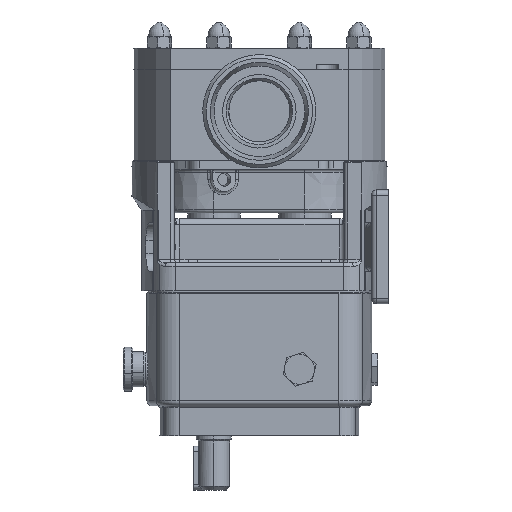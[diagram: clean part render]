
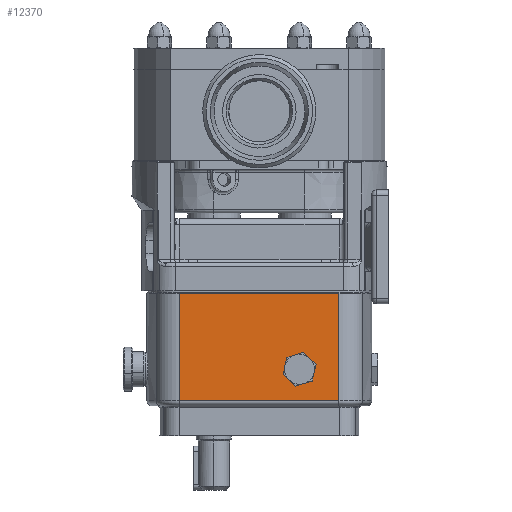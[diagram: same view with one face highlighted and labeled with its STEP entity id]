
A CAD part, left-side view. The second image highlights one B-rep face of the part: STEP entity #12370.
In plain terms, the highlighted planar face has unit normal (-1, 0, 0).
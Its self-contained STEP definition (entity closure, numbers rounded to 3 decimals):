
#40 = DIRECTION ( 'NONE',  ( 0., -1., 0. ) ) ;
#746 = DIRECTION ( 'NONE',  ( 0., -0.73, -0.683 ) ) ;
#828 = CARTESIAN_POINT ( 'NONE',  ( -46.005, -45.477, -136.9 ) ) ;
#1153 = DIRECTION ( 'NONE',  ( 0., -1., 0. ) ) ;
#1335 = VECTOR ( 'NONE', #746, 1000. ) ;
#1588 = EDGE_CURVE ( 'Defeatured_0_371+Defeatured_0_368+Defeatured_0_364+Defeatured_0_363', #3452, #18980, #16664, .T. ) ;
#1747 = EDGE_LOOP ( 'NONE', ( #17844, #19730, #7039, #20274, #4190, #6565 ) ) ;
#1854 = EDGE_CURVE ( 'Defeatured_0_371+Defeatured_0_344+Defeatured_0_363+Defeatured_0_364', #4703, #20329, #12335, .T. ) ;
#1881 = PLANE ( 'NONE',  #6552 ) ;
#2040 = VECTOR ( 'NONE', #9257, 1000. ) ;
#2087 = DIRECTION ( 'NONE',  ( 0., -0.227, 0.974 ) ) ;
#3174 = EDGE_CURVE ( 'Defeatured_0_371+Defeatured_0_329+Defeatured_0_324+Defeatured_0_328', #18030, #8210, #13069, .T. ) ;
#3452 = VERTEX_POINT ( 'NONE', #7253 ) ;
#3463 = CARTESIAN_POINT ( 'NONE',  ( -46.005, -20.756, -128.541 ) ) ;
#3534 = LINE ( 'NONE', #23997, #12144 ) ;
#3584 = EDGE_CURVE ( 'Defeatured_0_371+Defeatured_0_328+Defeatured_0_329+Defeatured_0_327', #8210, #14403, #15381, .T. ) ;
#3622 = VECTOR ( 'NONE', #2087, 1000. ) ;
#4006 = ORIENTED_EDGE ( 'NONE', *, *, #13362, .F. ) ;
#4190 = ORIENTED_EDGE ( 'NONE', *, *, #4535, .T. ) ;
#4210 = VECTOR ( 'NONE', #6342, 1000. ) ;
#4535 = EDGE_CURVE ( 'Defeatured_0_371+Defeatured_0_326+Defeatured_0_327+Defeatured_0_325', #7365, #19916, #15616, .T. ) ;
#4550 = CARTESIAN_POINT ( 'NONE',  ( -46.005, -30.227, -125.664 ) ) ;
#4703 = VERTEX_POINT ( 'NONE', #22372 ) ;
#5152 = LINE ( 'NONE', #24367, #14936 ) ;
#5261 = DIRECTION ( 'NONE',  ( 0., 0.957, -0.291 ) ) ;
#5687 = EDGE_CURVE ( 'Defeatured_0_371+Defeatured_0_325+Defeatured_0_326+Defeatured_0_324', #19916, #10606, #3534, .T. ) ;
#6342 = DIRECTION ( 'NONE',  ( 0., 0., 1. ) ) ;
#6552 = AXIS2_PLACEMENT_3D ( 'NONE', #9381, #20350, #40 ) ;
#6565 = ORIENTED_EDGE ( 'NONE', *, *, #5687, .T. ) ;
#6705 = EDGE_CURVE ( 'Defeatured_0_371+Defeatured_0_364+Defeatured_0_344+Defeatured_0_368', #20329, #3452, #5152, .T. ) ;
#6934 = VECTOR ( 'NONE', #1153, 1000. ) ;
#7039 = ORIENTED_EDGE ( 'NONE', *, *, #3584, .T. ) ;
#7115 = LINE ( 'NONE', #18316, #10945 ) ;
#7253 = CARTESIAN_POINT ( 'NONE',  ( -46.005, -45.477, -75.4 ) ) ;
#7365 = VERTEX_POINT ( 'NONE', #9256 ) ;
#7606 = LINE ( 'NONE', #15105, #18876 ) ;
#8210 = VERTEX_POINT ( 'NONE', #14643 ) ;
#8592 = CARTESIAN_POINT ( 'NONE',  ( -46.005, -2.834, -88.284 ) ) ;
#9023 = CARTESIAN_POINT ( 'NONE',  ( -46.005, -45.477, -136.9 ) ) ;
#9256 = CARTESIAN_POINT ( 'NONE',  ( -46.005, -25.244, -109.259 ) ) ;
#9257 = DIRECTION ( 'NONE',  ( 0., 0.73, 0.683 ) ) ;
#9381 = CARTESIAN_POINT ( 'NONE',  ( -46.005, 45.477, -139.9 ) ) ;
#9748 = CARTESIAN_POINT ( 'NONE',  ( -46.005, 8.882, -100.801 ) ) ;
#10606 = VERTEX_POINT ( 'NONE', #4550 ) ;
#10945 = VECTOR ( 'NONE', #5261, 1000. ) ;
#11043 = DIRECTION ( 'NONE',  ( 0., 0.227, -0.974 ) ) ;
#11047 = DIRECTION ( 'NONE',  ( 0., 0., 1. ) ) ;
#11537 = DIRECTION ( 'NONE',  ( 0., -0.957, 0.291 ) ) ;
#11888 = EDGE_LOOP ( 'NONE', ( #4006, #13476, #18757, #15014 ) ) ;
#11991 = VECTOR ( 'NONE', #22335, 1000. ) ;
#12144 = VECTOR ( 'NONE', #11043, 1000. ) ;
#12335 = LINE ( 'NONE', #9023, #6934 ) ;
#12370 = ADVANCED_FACE ( 'Defeatured_0_371', ( #18745, #13194 ), #1881, .F. ) ;
#12742 = CARTESIAN_POINT ( 'NONE',  ( -46.005, 45.477, -75.4 ) ) ;
#13069 = LINE ( 'NONE', #9748, #2040 ) ;
#13194 = FACE_OUTER_BOUND ( 'NONE', #11888, .T. ) ;
#13289 = CARTESIAN_POINT ( 'NONE',  ( -46.005, -6.492, -151.999 ) ) ;
#13362 = EDGE_CURVE ( 'Defeatured_0_363+Defeatured_0_371+Defeatured_0_342+Defeatured_0_368', #4703, #18980, #23201, .T. ) ;
#13476 = ORIENTED_EDGE ( 'NONE', *, *, #1854, .T. ) ;
#13724 = CARTESIAN_POINT ( 'NONE',  ( -46.005, -15.773, -112.136 ) ) ;
#14268 = EDGE_CURVE ( 'Defeatured_0_371+Defeatured_0_324+Defeatured_0_325+Defeatured_0_329', #10606, #18030, #7115, .T. ) ;
#14403 = VERTEX_POINT ( 'NONE', #13724 ) ;
#14643 = CARTESIAN_POINT ( 'NONE',  ( -46.005, -13.529, -121.777 ) ) ;
#14816 = CARTESIAN_POINT ( 'NONE',  ( -46.005, 45.477, -75.4 ) ) ;
#14936 = VECTOR ( 'NONE', #11047, 1000. ) ;
#15014 = ORIENTED_EDGE ( 'NONE', *, *, #1588, .T. ) ;
#15105 = CARTESIAN_POINT ( 'NONE',  ( -46.005, 48.025, -131.512 ) ) ;
#15381 = LINE ( 'NONE', #13289, #3622 ) ;
#15616 = LINE ( 'NONE', #8592, #1335 ) ;
#16664 = LINE ( 'NONE', #14816, #11991 ) ;
#17291 = CARTESIAN_POINT ( 'NONE',  ( -46.005, 45.477, -139.9 ) ) ;
#17844 = ORIENTED_EDGE ( 'NONE', *, *, #14268, .T. ) ;
#18030 = VERTEX_POINT ( 'NONE', #3463 ) ;
#18316 = CARTESIAN_POINT ( 'NONE',  ( -46.005, 43.042, -147.917 ) ) ;
#18745 = FACE_BOUND ( 'NONE', #1747, .T. ) ;
#18757 = ORIENTED_EDGE ( 'NONE', *, *, #6705, .T. ) ;
#18876 = VECTOR ( 'NONE', #11537, 1000. ) ;
#18980 = VERTEX_POINT ( 'NONE', #12742 ) ;
#19730 = ORIENTED_EDGE ( 'NONE', *, *, #3174, .T. ) ;
#19916 = VERTEX_POINT ( 'NONE', #20921 ) ;
#19960 = EDGE_CURVE ( 'Defeatured_0_371+Defeatured_0_327+Defeatured_0_328+Defeatured_0_326', #14403, #7365, #7606, .T. ) ;
#20274 = ORIENTED_EDGE ( 'NONE', *, *, #19960, .T. ) ;
#20329 = VERTEX_POINT ( 'NONE', #828 ) ;
#20350 = DIRECTION ( 'NONE',  ( 1., 0., 0. ) ) ;
#20921 = CARTESIAN_POINT ( 'NONE',  ( -46.005, -32.471, -116.023 ) ) ;
#22335 = DIRECTION ( 'NONE',  ( 0., 1., 0. ) ) ;
#22372 = CARTESIAN_POINT ( 'NONE',  ( -46.005, 45.477, -136.9 ) ) ;
#23201 = LINE ( 'NONE', #17291, #4210 ) ;
#23997 = CARTESIAN_POINT ( 'NONE',  ( -46.005, -23.191, -155.887 ) ) ;
#24367 = CARTESIAN_POINT ( 'NONE',  ( -46.005, -45.477, -139.9 ) ) ;
